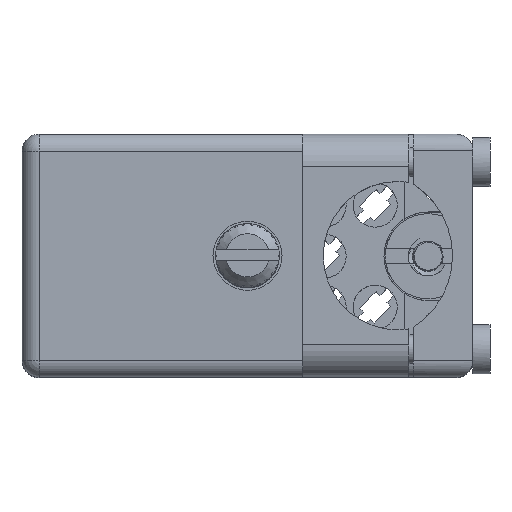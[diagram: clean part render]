
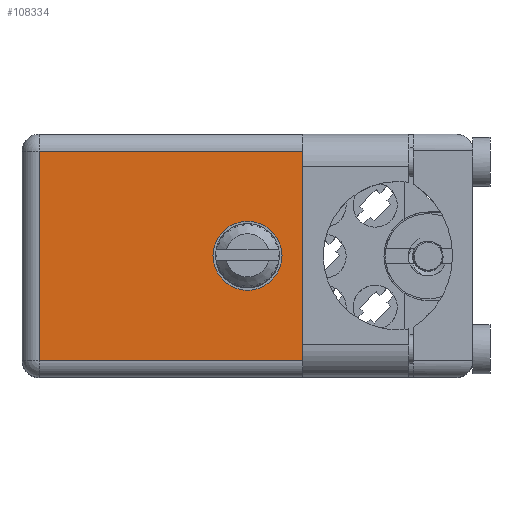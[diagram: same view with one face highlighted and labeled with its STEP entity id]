
A CAD part, top view. The second image highlights one B-rep face of the part: STEP entity #108334.
In plain terms, the highlighted face is planar.
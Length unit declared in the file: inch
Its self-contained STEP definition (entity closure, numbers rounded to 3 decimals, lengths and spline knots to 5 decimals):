
#759 = EDGE_LOOP ( 'NONE', ( #140840, #153743, #11589, #166556, #144761, #105940, #54930, #10837 ) ) ;
#1560 = CARTESIAN_POINT ( 'NONE',  ( 0.6625, 0.906, -0.459 ) ) ;
#4071 = LINE ( 'NONE', #59203, #158133 ) ;
#4934 = DIRECTION ( 'NONE',  ( 0., 0., 1. ) ) ;
#8599 = FACE_BOUND ( 'NONE', #141054, .T. ) ;
#9538 = PLANE ( 'NONE',  #160863 ) ;
#10837 = ORIENTED_EDGE ( 'NONE', *, *, #115766, .T. ) ;
#11589 = ORIENTED_EDGE ( 'NONE', *, *, #124989, .F. ) ;
#11800 = LINE ( 'NONE', #70697, #149023 ) ;
#17464 = DIRECTION ( 'NONE',  ( 0., 0., 1. ) ) ;
#19026 = CARTESIAN_POINT ( 'NONE',  ( 1.15, 0.906, -0.05 ) ) ;
#19381 = LINE ( 'NONE', #79185, #182922 ) ;
#19990 = DIRECTION ( 'NONE',  ( 1., 0., 0. ) ) ;
#28541 = DIRECTION ( 'NONE',  ( 0., 0., -1. ) ) ;
#33515 = VERTEX_POINT ( 'NONE', #86943 ) ;
#37156 = CARTESIAN_POINT ( 'NONE',  ( 0.6625, 0.906, -0.3575 ) ) ;
#39031 = CARTESIAN_POINT ( 'NONE',  ( 0.865, 0.906, -0.1125 ) ) ;
#41998 = VERTEX_POINT ( 'NONE', #132390 ) ;
#44025 = VERTEX_POINT ( 'NONE', #99124 ) ;
#49778 = CIRCLE ( 'NONE', #130163, 0.1015 ) ;
#54930 = ORIENTED_EDGE ( 'NONE', *, *, #113692, .F. ) ;
#57325 = CARTESIAN_POINT ( 'NONE',  ( 1.15, 0.906, -0.665 ) ) ;
#59203 = CARTESIAN_POINT ( 'NONE',  ( 1.15, 0.906, -0.715 ) ) ;
#61665 = EDGE_CURVE ( 'NONE', #166443, #159760, #150486, .T. ) ;
#66593 = CARTESIAN_POINT ( 'NONE',  ( 0., 0.906, -0.715 ) ) ;
#68773 = VECTOR ( 'NONE', #115486, 39.37008 ) ;
#70697 = CARTESIAN_POINT ( 'NONE',  ( 0., 0.906, -0.665 ) ) ;
#76714 = CARTESIAN_POINT ( 'NONE',  ( 0.6625, 0.906, -0.256 ) ) ;
#78342 = LINE ( 'NONE', #137422, #94291 ) ;
#79185 = CARTESIAN_POINT ( 'NONE',  ( 1.15, 0.906, -0.715 ) ) ;
#83231 = VECTOR ( 'NONE', #125126, 39.37008 ) ;
#86943 = CARTESIAN_POINT ( 'NONE',  ( 1.15, 0.906, -0.6025 ) ) ;
#94291 = VECTOR ( 'NONE', #4934, 39.37008 ) ;
#95186 = CARTESIAN_POINT ( 'NONE',  ( 0.865, 0.906, -0.1125 ) ) ;
#98426 = FACE_OUTER_BOUND ( 'NONE', #759, .T. ) ;
#99011 = AXIS2_PLACEMENT_3D ( 'NONE', #159747, #129830, #190642 ) ;
#99124 = CARTESIAN_POINT ( 'NONE',  ( 0.865, 0.906, -0.6025 ) ) ;
#100838 = EDGE_CURVE ( 'NONE', #117483, #44025, #101960, .T. ) ;
#101960 = LINE ( 'NONE', #144551, #114072 ) ;
#102592 = DIRECTION ( 'NONE',  ( -1., 0., 0. ) ) ;
#102611 = EDGE_CURVE ( 'NONE', #128135, #117483, #180490, .T. ) ;
#102838 = LINE ( 'NONE', #161829, #68773 ) ;
#105940 = ORIENTED_EDGE ( 'NONE', *, *, #126610, .T. ) ;
#108334 = ADVANCED_FACE ( 'NONE', ( #98426, #8599 ), #9538, .T. ) ;
#112055 = VERTEX_POINT ( 'NONE', #1560 ) ;
#113692 = EDGE_CURVE ( 'NONE', #141997, #33515, #4071, .T. ) ;
#114072 = VECTOR ( 'NONE', #28541, 39.37008 ) ;
#115486 = DIRECTION ( 'NONE',  ( 1., 0., 0. ) ) ;
#115766 = EDGE_CURVE ( 'NONE', #141997, #41998, #11800, .T. ) ;
#117483 = VERTEX_POINT ( 'NONE', #95186 ) ;
#124989 = EDGE_CURVE ( 'NONE', #128135, #159760, #19381, .T. ) ;
#125126 = DIRECTION ( 'NONE',  ( -1., 0., 0. ) ) ;
#125145 = DIRECTION ( 'NONE',  ( 0., 1., 0. ) ) ;
#126610 = EDGE_CURVE ( 'NONE', #44025, #33515, #102838, .T. ) ;
#128135 = VERTEX_POINT ( 'NONE', #168820 ) ;
#129830 = DIRECTION ( 'NONE',  ( 0., 1., 0. ) ) ;
#130163 = AXIS2_PLACEMENT_3D ( 'NONE', #37156, #125145, #155095 ) ;
#132390 = CARTESIAN_POINT ( 'NONE',  ( 0.05, 0.906, -0.665 ) ) ;
#137422 = CARTESIAN_POINT ( 'NONE',  ( 0.05, 0.906, -0.715 ) ) ;
#140103 = EDGE_CURVE ( 'NONE', #41998, #166443, #78342, .T. ) ;
#140119 = DIRECTION ( 'NONE',  ( 0., 1., 0. ) ) ;
#140840 = ORIENTED_EDGE ( 'NONE', *, *, #140103, .T. ) ;
#141054 = EDGE_LOOP ( 'NONE', ( #149155, #172763 ) ) ;
#141997 = VERTEX_POINT ( 'NONE', #57325 ) ;
#144551 = CARTESIAN_POINT ( 'NONE',  ( 0.865, 0.906, -0.1125 ) ) ;
#144761 = ORIENTED_EDGE ( 'NONE', *, *, #100838, .T. ) ;
#149023 = VECTOR ( 'NONE', #102592, 39.37008 ) ;
#149155 = ORIENTED_EDGE ( 'NONE', *, *, #156909, .F. ) ;
#150486 = LINE ( 'NONE', #19026, #190364 ) ;
#153198 = EDGE_CURVE ( 'NONE', #112055, #154505, #157722, .T. ) ;
#153743 = ORIENTED_EDGE ( 'NONE', *, *, #61665, .T. ) ;
#154505 = VERTEX_POINT ( 'NONE', #76714 ) ;
#155095 = DIRECTION ( 'NONE',  ( 0., 0., 1. ) ) ;
#156498 = DIRECTION ( 'NONE',  ( 0., 0., 1. ) ) ;
#156909 = EDGE_CURVE ( 'NONE', #154505, #112055, #49778, .T. ) ;
#157722 = CIRCLE ( 'NONE', #99011, 0.1015 ) ;
#158133 = VECTOR ( 'NONE', #179999, 39.37008 ) ;
#159747 = CARTESIAN_POINT ( 'NONE',  ( 0.6625, 0.906, -0.3575 ) ) ;
#159760 = VERTEX_POINT ( 'NONE', #174669 ) ;
#160863 = AXIS2_PLACEMENT_3D ( 'NONE', #66593, #140119, #156498 ) ;
#161829 = CARTESIAN_POINT ( 'NONE',  ( 0.865, 0.906, -0.6025 ) ) ;
#166443 = VERTEX_POINT ( 'NONE', #182894 ) ;
#166556 = ORIENTED_EDGE ( 'NONE', *, *, #102611, .T. ) ;
#168820 = CARTESIAN_POINT ( 'NONE',  ( 1.15, 0.906, -0.1125 ) ) ;
#172763 = ORIENTED_EDGE ( 'NONE', *, *, #153198, .F. ) ;
#174669 = CARTESIAN_POINT ( 'NONE',  ( 1.15, 0.906, -0.05 ) ) ;
#179999 = DIRECTION ( 'NONE',  ( 0., 0., 1. ) ) ;
#180490 = LINE ( 'NONE', #39031, #83231 ) ;
#182894 = CARTESIAN_POINT ( 'NONE',  ( 0.05, 0.906, -0.05 ) ) ;
#182922 = VECTOR ( 'NONE', #17464, 39.37008 ) ;
#190364 = VECTOR ( 'NONE', #19990, 39.37008 ) ;
#190642 = DIRECTION ( 'NONE',  ( 0., 0., 1. ) ) ;
